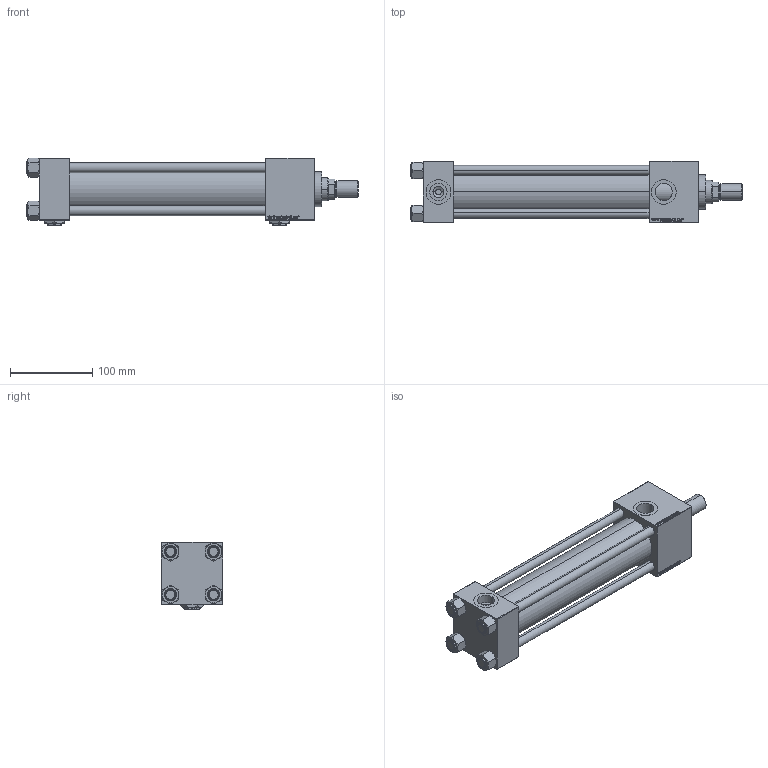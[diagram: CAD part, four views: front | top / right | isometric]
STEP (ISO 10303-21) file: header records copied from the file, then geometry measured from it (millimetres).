
FILE_DESCRIPTION (( 'STEP AP203' ), '1' );
FILE_NAME ('f368.STEP', '2024-10-23T09:34:13', ( '' ), ( '' ), 'SwSTEP 2.0', 'SolidWorks 2019', '' );
FILE_SCHEMA (( 'CONFIG_CONTROL_DESIGN' ));
Length unit declared in the file: millimetre
Products named in the file (8): V215_VC_A 142225125cd284acd43961eb53dba797; f368; V215CR_C_Body 142225125cd284acd43961eb53dba797; ROD_END_AH 142225125cd284acd43961eb53dba797; NUT_M5_C 142225125cd284acd43961eb53dba797; V215CR_C_TYCINKA 142225125cd284acd43961eb53dba797; Zatka_pro_OIL_PORT 142225125cd284acd43961eb53dba797; V215CR_VCP_C 142225125cd284acd43961eb53dba797
Assembly tree (14 placements, depth 2):
  f368
    V215CR_C_Body 142225125cd284acd43961eb53dba797
    V215CR_VCP_C 142225125cd284acd43961eb53dba797
    NUT_M5_C 142225125cd284acd43961eb53dba797  x4
    V215CR_C_TYCINKA 142225125cd284acd43961eb53dba797  x4
    V215_VC_A 142225125cd284acd43961eb53dba797
    ROD_END_AH 142225125cd284acd43961eb53dba797
    Zatka_pro_OIL_PORT 142225125cd284acd43961eb53dba797  x2
Bounding box: 403 x 75 x 82.27 mm (x, y, z)
Volume: 954790.3 mm3; surface area: 260761.1 mm2
Topology: 14 solids, 14 shells, 1263 faces, 3130 edges, 2019 vertices
Faces by surface type: plane 577, bspline 392, cone 182, cylinder 102, torus 10
Entity records: 52714 total; most frequent: CARTESIAN_POINT 27814, ORIENTED_EDGE 5560, DIRECTION 3624, EDGE_CURVE 2780, VERTEX_POINT 1817, LINE 1646, VECTOR 1646, EDGE_LOOP 1239
